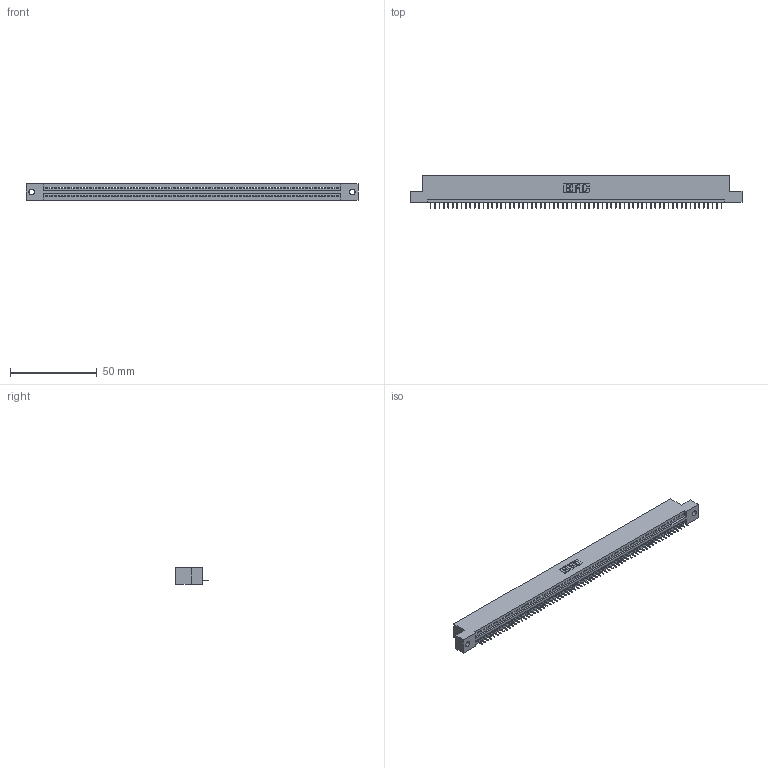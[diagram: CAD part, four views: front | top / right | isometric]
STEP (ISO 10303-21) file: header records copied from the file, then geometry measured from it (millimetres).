
FILE_DESCRIPTION (( 'STEP AP203' ), '1' );
FILE_NAME ('845-067-525-102.STEP', '2020-09-23T19:36:51', ( '' ), ( '' ), 'SwSTEP 2.0', 'SolidWorks 2020', '' );
FILE_SCHEMA (( 'CONFIG_CONTROL_DESIGN' ));
Length unit declared in the file: inch
Products named in the file (3): 845 Part_Flush Mounting Lugs - 0.128 Dia; 845-067-525-102; 345-292-001_345-293-125
Assembly tree (68 placements, depth 2):
  845-067-525-102
    845 Part_Flush Mounting Lugs - 0.128 Dia
    345-292-001_345-293-125  x67
Bounding box: 191.39 x 18.72 x 9.4 mm (x, y, z)
Volume: 18072.9 mm3; surface area: 23173.2 mm2
Topology: 68 solids, 68 shells, 4280 faces, 12401 edges, 7998 vertices
Faces by surface type: plane 3162, cylinder 1118
Entity records: 47137 total; most frequent: ORIENTED_EDGE 8170, CARTESIAN_POINT 8169, DIRECTION 7099, EDGE_CURVE 4085, VECTOR 3689, LINE 3689, VERTEX_POINT 2718, AXIS2_PLACEMENT_3D 1705
